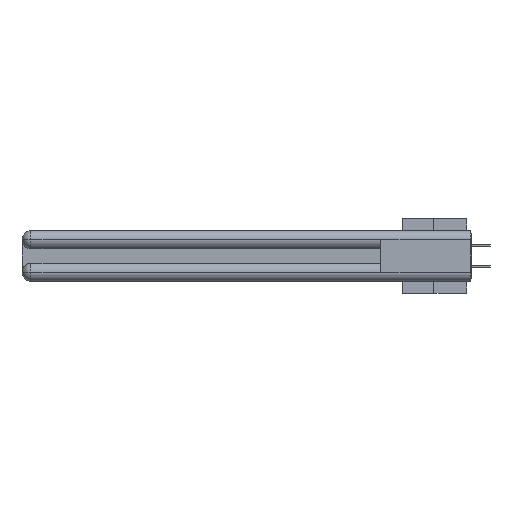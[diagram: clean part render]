
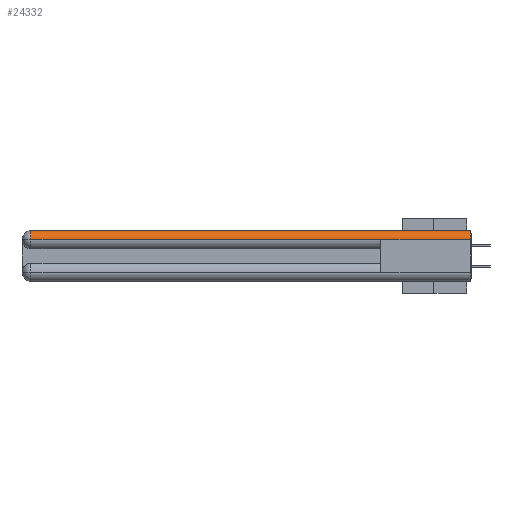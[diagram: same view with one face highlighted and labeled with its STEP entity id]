
A CAD part, left-side view. The second image highlights one B-rep face of the part: STEP entity #24332.
In plain terms, the highlighted cylindrical face has radius 1.562 mm (diameter 3.124 mm), a partial arc.
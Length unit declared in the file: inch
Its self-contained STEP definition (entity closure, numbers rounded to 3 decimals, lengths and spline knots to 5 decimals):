
#222 = ORIENTED_EDGE ( 'NONE', *, *, #7131, .F. ) ;
#1656 = EDGE_CURVE ( 'NONE', #8450, #17039, #2562, .T. ) ;
#2021 = EDGE_CURVE ( 'NONE', #6674, #5807, #6163, .T. ) ;
#2562 = LINE ( 'NONE', #18928, #2999 ) ;
#2999 = VECTOR ( 'NONE', #36611, 39.37008 ) ;
#4526 = DIRECTION ( 'NONE',  ( 0., 0., 1. ) ) ;
#4558 = DIRECTION ( 'NONE',  ( 0., -1., 0. ) ) ;
#5243 = CARTESIAN_POINT ( 'NONE',  ( 0.0615, 2.94, 0. ) ) ;
#5807 = VERTEX_POINT ( 'NONE', #27978 ) ;
#6163 = CIRCLE ( 'NONE', #7833, 0.0615 ) ;
#6674 = VERTEX_POINT ( 'NONE', #5243 ) ;
#6745 = VECTOR ( 'NONE', #4558, 39.37008 ) ;
#7131 = EDGE_CURVE ( 'NONE', #6674, #28651, #14407, .T. ) ;
#7584 = CARTESIAN_POINT ( 'NONE',  ( 0.0615, 0., 0. ) ) ;
#7833 = AXIS2_PLACEMENT_3D ( 'NONE', #36969, #31134, #25453 ) ;
#8450 = VERTEX_POINT ( 'NONE', #10086 ) ;
#10086 = CARTESIAN_POINT ( 'NONE',  ( 0., 0., -0.0615 ) ) ;
#10337 = CARTESIAN_POINT ( 'NONE',  ( 0.0615, 0., -0.0615 ) ) ;
#10523 = CARTESIAN_POINT ( 'NONE',  ( 0.0615, 0., -0.0615 ) ) ;
#11063 = EDGE_CURVE ( 'NONE', #5807, #17039, #32668, .T. ) ;
#13408 = DIRECTION ( 'NONE',  ( 0., -1., 0. ) ) ;
#13413 = AXIS2_PLACEMENT_3D ( 'NONE', #10523, #13408, #36539 ) ;
#13428 = ORIENTED_EDGE ( 'NONE', *, *, #1656, .F. ) ;
#14407 = LINE ( 'NONE', #7584, #6745 ) ;
#15335 = ORIENTED_EDGE ( 'NONE', *, *, #11063, .T. ) ;
#15614 = CIRCLE ( 'NONE', #13413, 0.0615 ) ;
#16467 = DIRECTION ( 'NONE',  ( 0., -1., 0. ) ) ;
#17039 = VERTEX_POINT ( 'NONE', #18973 ) ;
#18928 = CARTESIAN_POINT ( 'NONE',  ( 0., 3., -0.0615 ) ) ;
#18973 = CARTESIAN_POINT ( 'NONE',  ( 0., 0.6, -0.0615 ) ) ;
#20293 = EDGE_LOOP ( 'NONE', ( #222, #21988, #15335, #13428, #22415 ) ) ;
#20610 = CYLINDRICAL_SURFACE ( 'NONE', #24356, 0.0615 ) ;
#21988 = ORIENTED_EDGE ( 'NONE', *, *, #2021, .T. ) ;
#22415 = ORIENTED_EDGE ( 'NONE', *, *, #31451, .F. ) ;
#23321 = FACE_OUTER_BOUND ( 'NONE', #20293, .T. ) ;
#24332 = ADVANCED_FACE ( 'NONE', ( #23321 ), #20610, .T. ) ;
#24356 = AXIS2_PLACEMENT_3D ( 'NONE', #10337, #24949, #4526 ) ;
#24949 = DIRECTION ( 'NONE',  ( 0., 1., 0. ) ) ;
#25453 = DIRECTION ( 'NONE',  ( 0., 0., 1. ) ) ;
#27978 = CARTESIAN_POINT ( 'NONE',  ( 0., 2.94, -0.0615 ) ) ;
#28651 = VERTEX_POINT ( 'NONE', #36664 ) ;
#31108 = CARTESIAN_POINT ( 'NONE',  ( 0., 3., -0.0615 ) ) ;
#31134 = DIRECTION ( 'NONE',  ( 0., -1., 0. ) ) ;
#31451 = EDGE_CURVE ( 'NONE', #28651, #8450, #15614, .T. ) ;
#32668 = LINE ( 'NONE', #31108, #35841 ) ;
#35841 = VECTOR ( 'NONE', #16467, 39.37008 ) ;
#36539 = DIRECTION ( 'NONE',  ( 1., 0., 0. ) ) ;
#36611 = DIRECTION ( 'NONE',  ( 0., 1., 0. ) ) ;
#36664 = CARTESIAN_POINT ( 'NONE',  ( 0.0615, 0., 0. ) ) ;
#36969 = CARTESIAN_POINT ( 'NONE',  ( 0.0615, 2.94, -0.0615 ) ) ;
